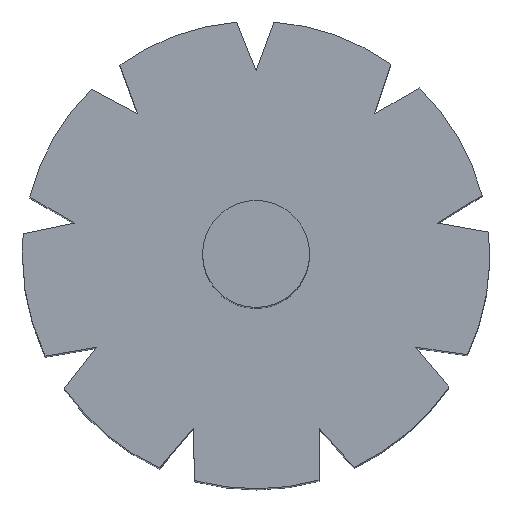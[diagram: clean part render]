
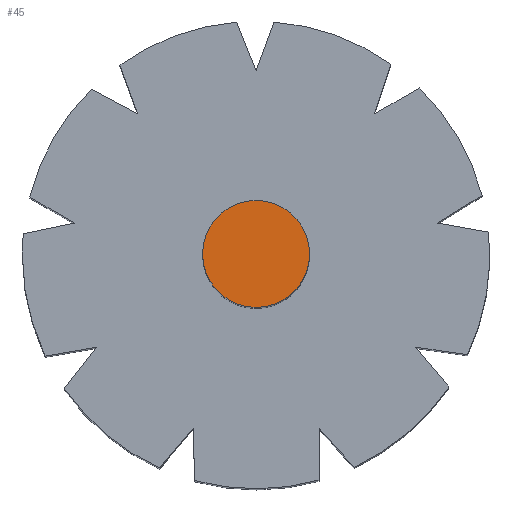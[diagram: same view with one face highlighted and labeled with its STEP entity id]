
A CAD part, top view. The second image highlights one B-rep face of the part: STEP entity #45.
In plain terms, the highlighted planar face has unit normal (0, 0, 1).
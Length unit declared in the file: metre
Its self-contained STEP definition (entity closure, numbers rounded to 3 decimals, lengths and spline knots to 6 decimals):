
#12 = DIRECTION ( 'NONE',  ( 0., 0., 1. ) ) ;
#45 = ADVANCED_FACE ( 'NONE', ( #721 ), #1096, .T. ) ;
#90 = DIRECTION ( 'NONE',  ( 1., 0., 0. ) ) ;
#199 = ORIENTED_EDGE ( 'NONE', *, *, #968, .T. ) ;
#210 = CIRCLE ( 'NONE', #884, 0.0014 ) ;
#262 = VERTEX_POINT ( 'NONE', #512 ) ;
#265 = DIRECTION ( 'NONE',  ( 1., 0., 0. ) ) ;
#299 = VERTEX_POINT ( 'NONE', #687 ) ;
#308 = AXIS2_PLACEMENT_3D ( 'NONE', #988, #439, #359 ) ;
#359 = DIRECTION ( 'NONE',  ( 1., 0., 0. ) ) ;
#439 = DIRECTION ( 'NONE',  ( 0., 0., 1. ) ) ;
#512 = CARTESIAN_POINT ( 'NONE',  ( 0.0014, 0., 0.035453 ) ) ;
#687 = CARTESIAN_POINT ( 'NONE',  ( -0.0014, 0., 0.035453 ) ) ;
#721 = FACE_OUTER_BOUND ( 'NONE', #828, .T. ) ;
#828 = EDGE_LOOP ( 'NONE', ( #199, #1081 ) ) ;
#854 = EDGE_CURVE ( 'NONE', #262, #299, #1160, .T. ) ;
#884 = AXIS2_PLACEMENT_3D ( 'NONE', #908, #12, #90 ) ;
#908 = CARTESIAN_POINT ( 'NONE',  ( 0., 0., 0.035453 ) ) ;
#968 = EDGE_CURVE ( 'NONE', #299, #262, #210, .T. ) ;
#988 = CARTESIAN_POINT ( 'NONE',  ( 0., 0., 0.035453 ) ) ;
#990 = DIRECTION ( 'NONE',  ( 0., 0., 1. ) ) ;
#1081 = ORIENTED_EDGE ( 'NONE', *, *, #854, .T. ) ;
#1083 = AXIS2_PLACEMENT_3D ( 'NONE', #1086, #990, #265 ) ;
#1086 = CARTESIAN_POINT ( 'NONE',  ( 0., 0., 0.035453 ) ) ;
#1096 = PLANE ( 'NONE',  #1083 ) ;
#1160 = CIRCLE ( 'NONE', #308, 0.0014 ) ;
